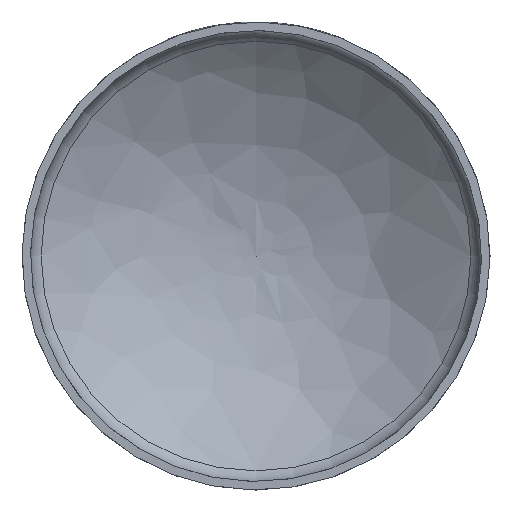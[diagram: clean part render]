
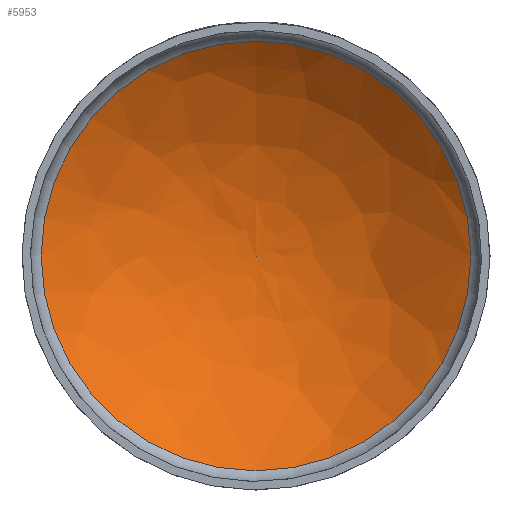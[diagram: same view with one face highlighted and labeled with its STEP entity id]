
A CAD part, left-side view. The second image highlights one B-rep face of the part: STEP entity #5953.
In plain terms, the highlighted free-form (B-spline) face has degree [2, 2] with [3, 9] control points.
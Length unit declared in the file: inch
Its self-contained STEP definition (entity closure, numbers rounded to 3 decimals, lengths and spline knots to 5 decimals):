
#13=(
BOUNDED_CURVE()
B_SPLINE_CURVE(2,(#13403,#13404,#13405),.UNSPECIFIED.,.F.,.F.)
B_SPLINE_CURVE_WITH_KNOTS((3,3),(-1.56293,-0.88069),
 .UNSPECIFIED.)
CURVE()
GEOMETRIC_REPRESENTATION_ITEM()
RATIONAL_B_SPLINE_CURVE((1.,0.942,1.))
REPRESENTATION_ITEM('')
);
#15=(
BOUNDED_SURFACE()
B_SPLINE_SURFACE(2,2,((#13375,#13376,#13377,#13378,#13379,#13380,#13381,
#13382,#13383),(#13384,#13385,#13386,#13387,#13388,#13389,#13390,#13391,
#13392),(#13393,#13394,#13395,#13396,#13397,#13398,#13399,#13400,#13401)),
 .UNSPECIFIED.,.F.,.T.,.F.)
B_SPLINE_SURFACE_WITH_KNOTS((3,3),(3,2,2,2,3),(0.88069,1.56293),
(-3.14159,-1.5708,0.,1.5708,3.14159),
 .UNSPECIFIED.)
GEOMETRIC_REPRESENTATION_ITEM()
RATIONAL_B_SPLINE_SURFACE(((1.,0.707,1.,0.707,1.,
0.707,1.,0.707,1.),(0.942,0.666,
0.942,0.666,0.942,0.666,0.942,
0.666,0.942),(1.,0.707,1.,0.707,
1.,0.707,1.,0.707,1.)))
REPRESENTATION_ITEM('')
SURFACE()
);
#1056=FACE_OUTER_BOUND('',#1425,.T.);
#1425=EDGE_LOOP('',(#5547,#5548,#5549,#5550));
#1551=CIRCLE('',#6257,2.75391);
#1552=CIRCLE('',#6258,2.75391);
#2905=VERTEX_POINT('',#13366);
#2906=VERTEX_POINT('',#13367);
#2909=VERTEX_POINT('',#13402);
#3788=EDGE_CURVE('',#2905,#2906,#1551,.T.);
#3789=EDGE_CURVE('',#2906,#2905,#1552,.T.);
#3792=EDGE_CURVE('',#2909,#2906,#13,.T.);
#5547=ORIENTED_EDGE('',*,*,#3792,.T.);
#5548=ORIENTED_EDGE('',*,*,#3788,.F.);
#5549=ORIENTED_EDGE('',*,*,#3789,.F.);
#5550=ORIENTED_EDGE('',*,*,#3792,.F.);
#5953=ADVANCED_FACE('',(#1056),#15,.T.);
#6257=AXIS2_PLACEMENT_3D('',#13368,#7243,#7244);
#6258=AXIS2_PLACEMENT_3D('',#13369,#7245,#7246);
#7243=DIRECTION('center_axis',(1.,0.,0.));
#7244=DIRECTION('ref_axis',(0.,-1.,0.));
#7245=DIRECTION('center_axis',(1.,0.,0.));
#7246=DIRECTION('ref_axis',(0.,-1.,0.));
#13366=CARTESIAN_POINT('',(0.86891,2.75391,0.));
#13367=CARTESIAN_POINT('',(0.86891,0.,2.75391));
#13368=CARTESIAN_POINT('Origin',(0.86891,0.,0.));
#13369=CARTESIAN_POINT('Origin',(0.86891,0.,0.));
#13375=CARTESIAN_POINT('Ctrl Pts',(0.86891,0.,2.75391));
#13376=CARTESIAN_POINT('Ctrl Pts',(0.86891,-2.75391,
2.75391));
#13377=CARTESIAN_POINT('Ctrl Pts',(0.86891,-2.75391,
0.));
#13378=CARTESIAN_POINT('Ctrl Pts',(0.86891,-2.75391,
-2.75391));
#13379=CARTESIAN_POINT('Ctrl Pts',(0.86891,0.,-2.75391));
#13380=CARTESIAN_POINT('Ctrl Pts',(0.86891,2.75391,-2.75391));
#13381=CARTESIAN_POINT('Ctrl Pts',(0.86891,2.75391,0.));
#13382=CARTESIAN_POINT('Ctrl Pts',(0.86891,2.75391,2.75391));
#13383=CARTESIAN_POINT('Ctrl Pts',(0.86891,0.,2.75391));
#13384=CARTESIAN_POINT('Ctrl Pts',(1.85876,0.,1.55483));
#13385=CARTESIAN_POINT('Ctrl Pts',(1.85876,-1.55483,1.55483));
#13386=CARTESIAN_POINT('Ctrl Pts',(1.85876,-1.55483,0.));
#13387=CARTESIAN_POINT('Ctrl Pts',(1.85876,-1.55483,-1.55483));
#13388=CARTESIAN_POINT('Ctrl Pts',(1.85876,0.,-1.55483));
#13389=CARTESIAN_POINT('Ctrl Pts',(1.85876,1.55483,-1.55483));
#13390=CARTESIAN_POINT('Ctrl Pts',(1.85876,1.55483,0.));
#13391=CARTESIAN_POINT('Ctrl Pts',(1.85876,1.55483,1.55483));
#13392=CARTESIAN_POINT('Ctrl Pts',(1.85876,0.,1.55483));
#13393=CARTESIAN_POINT('Ctrl Pts',(1.871,0.,0.));
#13394=CARTESIAN_POINT('Ctrl Pts',(1.871,0.,0.));
#13395=CARTESIAN_POINT('Ctrl Pts',(1.871,0.,0.));
#13396=CARTESIAN_POINT('Ctrl Pts',(1.871,0.,0.));
#13397=CARTESIAN_POINT('Ctrl Pts',(1.871,0.,0.));
#13398=CARTESIAN_POINT('Ctrl Pts',(1.871,0.,0.));
#13399=CARTESIAN_POINT('Ctrl Pts',(1.871,0.,0.));
#13400=CARTESIAN_POINT('Ctrl Pts',(1.871,0.,0.));
#13401=CARTESIAN_POINT('Ctrl Pts',(1.871,0.,0.));
#13402=CARTESIAN_POINT('',(1.871,0.,0.));
#13403=CARTESIAN_POINT('Ctrl Pts',(1.871,0.,0.));
#13404=CARTESIAN_POINT('Ctrl Pts',(1.85876,0.,1.55483));
#13405=CARTESIAN_POINT('Ctrl Pts',(0.86891,0.,2.75391));
